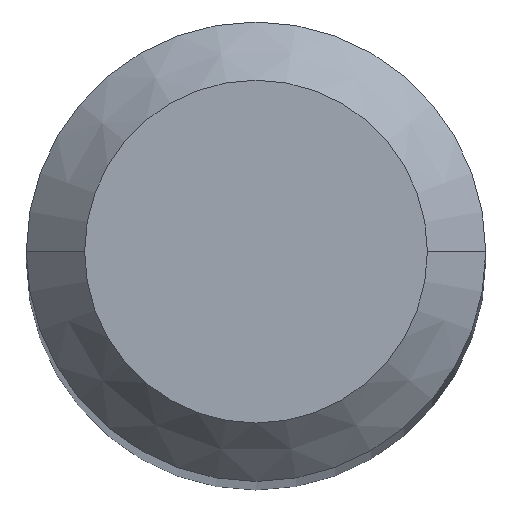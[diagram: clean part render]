
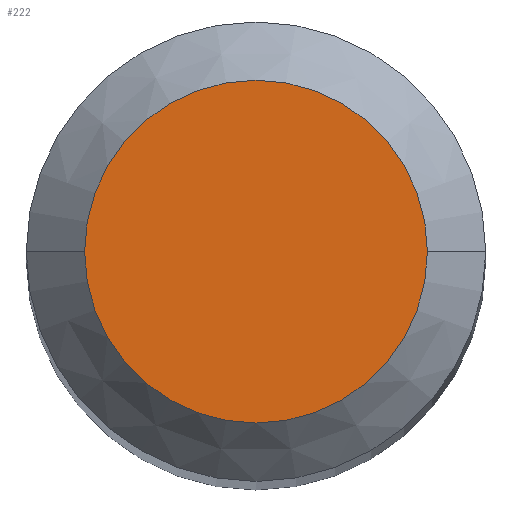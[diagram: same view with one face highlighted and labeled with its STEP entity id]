
A CAD part, top view. The second image highlights one B-rep face of the part: STEP entity #222.
In plain terms, the highlighted planar face has unit normal (0, 0, 1).
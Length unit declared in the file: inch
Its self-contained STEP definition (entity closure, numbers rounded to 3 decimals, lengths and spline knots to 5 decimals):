
#16 = AXIS2_PLACEMENT_3D ( 'NONE', #360, #25, #386 ) ;
#25 = DIRECTION ( 'NONE',  ( 0., 0., 1. ) ) ;
#82 = CIRCLE ( 'NONE', #284, 0.04405 ) ;
#84 = PLANE ( 'NONE',  #299 ) ;
#99 = ORIENTED_EDGE ( 'NONE', *, *, #277, .T. ) ;
#116 = DIRECTION ( 'NONE',  ( 0., 0., -1. ) ) ;
#130 = EDGE_CURVE ( 'NONE', #304, #348, #363, .T. ) ;
#141 = CARTESIAN_POINT ( 'NONE',  ( 0., 0., 0. ) ) ;
#149 = CARTESIAN_POINT ( 'NONE',  ( 0., 0.04405, 0. ) ) ;
#191 = CARTESIAN_POINT ( 'NONE',  ( 0.04405, 0., 0. ) ) ;
#219 = CARTESIAN_POINT ( 'NONE',  ( -0.04405, 0., 0. ) ) ;
#222 = ADVANCED_FACE ( 'NONE', ( #441 ), #84, .F. ) ;
#274 = EDGE_LOOP ( 'NONE', ( #338, #99 ) ) ;
#277 = EDGE_CURVE ( 'NONE', #348, #304, #82, .T. ) ;
#284 = AXIS2_PLACEMENT_3D ( 'NONE', #141, #303, #362 ) ;
#299 = AXIS2_PLACEMENT_3D ( 'NONE', #149, #116, #369 ) ;
#303 = DIRECTION ( 'NONE',  ( 0., 0., 1. ) ) ;
#304 = VERTEX_POINT ( 'NONE', #219 ) ;
#338 = ORIENTED_EDGE ( 'NONE', *, *, #130, .T. ) ;
#348 = VERTEX_POINT ( 'NONE', #191 ) ;
#360 = CARTESIAN_POINT ( 'NONE',  ( 0., 0., 0. ) ) ;
#362 = DIRECTION ( 'NONE',  ( 1., 0., 0. ) ) ;
#363 = CIRCLE ( 'NONE', #16, 0.04405 ) ;
#369 = DIRECTION ( 'NONE',  ( -1., 0., 0. ) ) ;
#386 = DIRECTION ( 'NONE',  ( 1., 0., 0. ) ) ;
#441 = FACE_OUTER_BOUND ( 'NONE', #274, .T. ) ;
